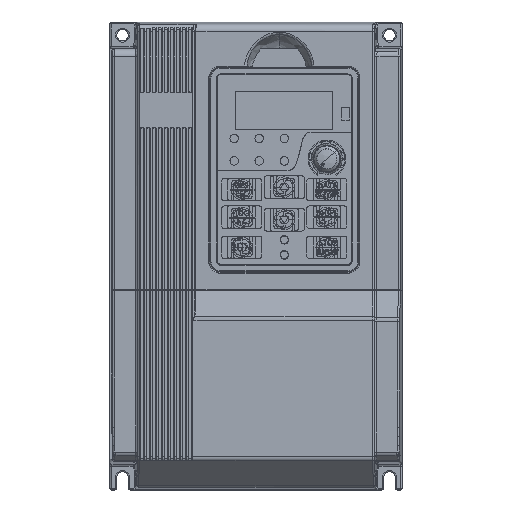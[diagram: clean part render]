
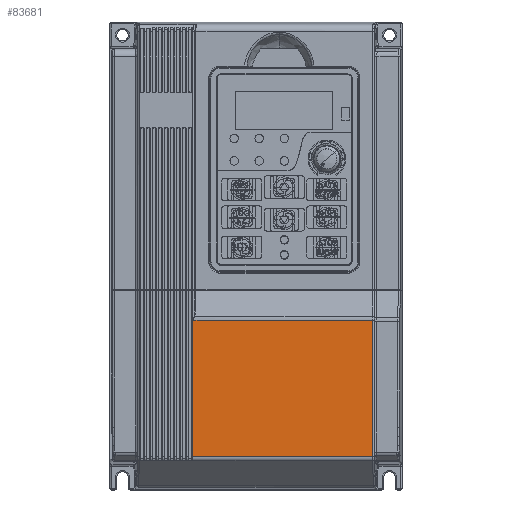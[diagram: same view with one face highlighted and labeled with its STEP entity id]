
A CAD part, top view. The second image highlights one B-rep face of the part: STEP entity #83681.
In plain terms, the highlighted planar face has unit normal (0, 0, 1).
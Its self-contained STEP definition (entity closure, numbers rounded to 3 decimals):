
#1455 = CARTESIAN_POINT ( 'NONE',  ( 46.443, -25.804, 10.4 ) ) ;
#3921 = ORIENTED_EDGE ( 'NONE', *, *, #157932, .T. ) ;
#8064 = CARTESIAN_POINT ( 'NONE',  ( 22.478, -80.424, 10.4 ) ) ;
#11491 = EDGE_CURVE ( 'NONE', #30085, #111089, #57167, .T. ) ;
#19030 = ORIENTED_EDGE ( 'NONE', *, *, #11491, .T. ) ;
#25185 = VECTOR ( 'NONE', #202150, 1000. ) ;
#28006 = CARTESIAN_POINT ( 'NONE',  ( 46.443, -80.424, 10.4 ) ) ;
#30085 = VERTEX_POINT ( 'NONE', #50706 ) ;
#39074 = FACE_OUTER_BOUND ( 'NONE', #171189, .T. ) ;
#42919 = B_SPLINE_CURVE_WITH_KNOTS ( 'NONE', 3,
 ( #198751, #157649, #8064, #28006 ),
 .UNSPECIFIED., .F., .F.,
 ( 4, 4 ),
 ( 0., 1. ),
 .UNSPECIFIED. ) ;
#48333 = CARTESIAN_POINT ( 'NONE',  ( 46.443, -25.804, 10.4 ) ) ;
#50706 = CARTESIAN_POINT ( 'NONE',  ( -25.45, -14., 10.4 ) ) ;
#57167 = LINE ( 'NONE', #133128, #191008 ) ;
#57946 = VERTEX_POINT ( 'NONE', #156742 ) ;
#60814 = VERTEX_POINT ( 'NONE', #172682 ) ;
#74880 = VECTOR ( 'NONE', #162679, 1000. ) ;
#77364 = VECTOR ( 'NONE', #124342, 1000. ) ;
#78904 = CARTESIAN_POINT ( 'NONE',  ( 0., 0., 10.4 ) ) ;
#81479 = B_SPLINE_CURVE_WITH_KNOTS ( 'NONE', 3,
 ( #139349, #119420, #101960, #123115 ),
 .UNSPECIFIED., .F., .F.,
 ( 4, 4 ),
 ( 0., 1. ),
 .UNSPECIFIED. ) ;
#83681 = ADVANCED_FACE ( 'NONE', ( #39074 ), #136206, .T. ) ;
#86092 = CARTESIAN_POINT ( 'NONE',  ( -25.45, -80.424, 10.4 ) ) ;
#90767 = EDGE_CURVE ( 'NONE', #60814, #30085, #106588, .T. ) ;
#101960 = CARTESIAN_POINT ( 'NONE',  ( 46.443, -44.01, 10.4 ) ) ;
#106588 = LINE ( 'NONE', #167585, #74880 ) ;
#111089 = VERTEX_POINT ( 'NONE', #86092 ) ;
#113124 = VERTEX_POINT ( 'NONE', #1455 ) ;
#119420 = CARTESIAN_POINT ( 'NONE',  ( 46.443, -62.217, 10.4 ) ) ;
#119570 = ORIENTED_EDGE ( 'NONE', *, *, #177024, .T. ) ;
#123115 = CARTESIAN_POINT ( 'NONE',  ( 46.443, -25.804, 10.4 ) ) ;
#124192 = EDGE_CURVE ( 'NONE', #57946, #113124, #81479, .T. ) ;
#124342 = DIRECTION ( 'NONE',  ( -1., 0., 0. ) ) ;
#126073 = LINE ( 'NONE', #182212, #25185 ) ;
#133128 = CARTESIAN_POINT ( 'NONE',  ( -25.45, -14., 10.4 ) ) ;
#136206 = PLANE ( 'NONE',  #199592 ) ;
#139349 = CARTESIAN_POINT ( 'NONE',  ( 46.443, -80.424, 10.4 ) ) ;
#140476 = EDGE_CURVE ( 'NONE', #151842, #60814, #126073, .T. ) ;
#151232 = DIRECTION ( 'NONE',  ( 1., 0., 0. ) ) ;
#151842 = VERTEX_POINT ( 'NONE', #159924 ) ;
#156742 = CARTESIAN_POINT ( 'NONE',  ( 46.443, -80.424, 10.4 ) ) ;
#157649 = CARTESIAN_POINT ( 'NONE',  ( -1.486, -80.424, 10.4 ) ) ;
#157932 = EDGE_CURVE ( 'NONE', #111089, #57946, #42919, .T. ) ;
#159924 = CARTESIAN_POINT ( 'NONE',  ( -25.157, -25.804, 10.4 ) ) ;
#162679 = DIRECTION ( 'NONE',  ( -1., 0., 0. ) ) ;
#162977 = LINE ( 'NONE', #48333, #77364 ) ;
#167585 = CARTESIAN_POINT ( 'NONE',  ( -25.157, -14., 10.4 ) ) ;
#171189 = EDGE_LOOP ( 'NONE', ( #185369, #19030, #3921, #222235, #119570, #191636 ) ) ;
#172682 = CARTESIAN_POINT ( 'NONE',  ( -25.157, -14., 10.4 ) ) ;
#177024 = EDGE_CURVE ( 'NONE', #113124, #151842, #162977, .T. ) ;
#182212 = CARTESIAN_POINT ( 'NONE',  ( -25.157, -25.804, 10.4 ) ) ;
#185369 = ORIENTED_EDGE ( 'NONE', *, *, #90767, .T. ) ;
#190481 = DIRECTION ( 'NONE',  ( 0., -1., 0. ) ) ;
#191008 = VECTOR ( 'NONE', #190481, 1000. ) ;
#191112 = DIRECTION ( 'NONE',  ( 0., 0., 1. ) ) ;
#191636 = ORIENTED_EDGE ( 'NONE', *, *, #140476, .T. ) ;
#198751 = CARTESIAN_POINT ( 'NONE',  ( -25.45, -80.424, 10.4 ) ) ;
#199592 = AXIS2_PLACEMENT_3D ( 'NONE', #78904, #191112, #151232 ) ;
#202150 = DIRECTION ( 'NONE',  ( 0., 1., 0. ) ) ;
#222235 = ORIENTED_EDGE ( 'NONE', *, *, #124192, .T. ) ;
